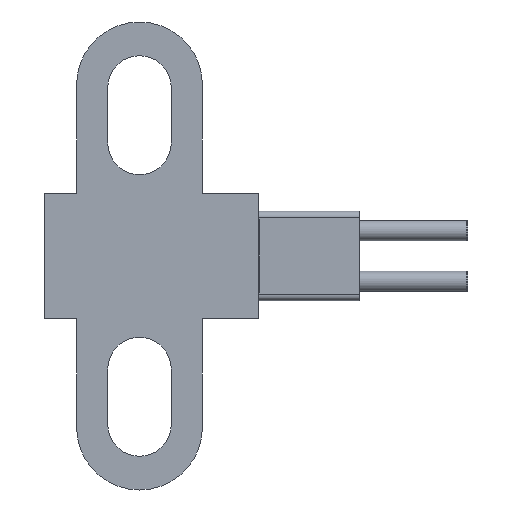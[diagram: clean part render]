
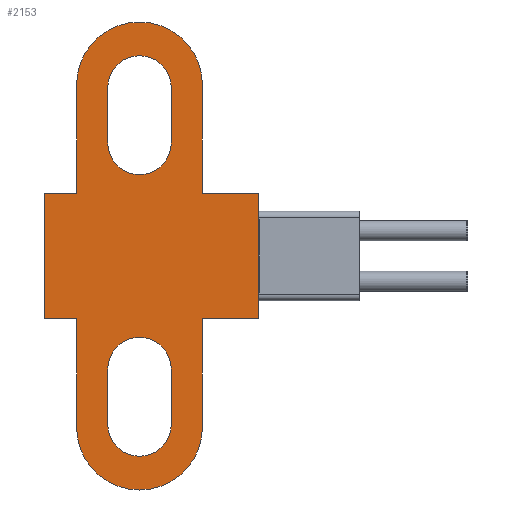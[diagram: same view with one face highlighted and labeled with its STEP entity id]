
A CAD part, left-side view. The second image highlights one B-rep face of the part: STEP entity #2153.
In plain terms, the highlighted planar face has unit normal (-1, 0, 0).
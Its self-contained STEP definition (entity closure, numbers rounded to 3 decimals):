
#514=DIRECTION('',(0.,0.,1.));
#515=VECTOR('',#514,5.45);
#516=CARTESIAN_POINT('',(33.15,1.175,-8.625));
#517=LINE('',#516,#515);
#518=DIRECTION('',(0.,1.,0.));
#519=VECTOR('',#518,1.625);
#520=CARTESIAN_POINT('',(33.15,1.175,-3.175));
#521=LINE('',#520,#519);
#522=CARTESIAN_POINT('',(33.15,-2.,8.625));
#523=DIRECTION('',(1.,0.,0.));
#524=DIRECTION('',(0.,1.,0.));
#525=AXIS2_PLACEMENT_3D('',#522,#523,#524);
#527=CARTESIAN_POINT('',(33.15,-2.,8.625));
#528=DIRECTION('',(1.,0.,0.));
#529=DIRECTION('',(0.,0.,1.));
#530=AXIS2_PLACEMENT_3D('',#527,#528,#529);
#532=DIRECTION('',(0.,1.,0.));
#533=VECTOR('',#532,2.825);
#534=CARTESIAN_POINT('',(33.15,-8.,-3.175));
#535=LINE('',#534,#533);
#536=CARTESIAN_POINT('',(33.15,-2.,-8.625));
#537=DIRECTION('',(1.,0.,0.));
#538=DIRECTION('',(0.,-1.,0.));
#539=AXIS2_PLACEMENT_3D('',#536,#537,#538);
#541=CARTESIAN_POINT('',(33.15,-2.,-8.625));
#542=DIRECTION('',(1.,0.,0.));
#543=DIRECTION('',(0.,0.,-1.));
#544=AXIS2_PLACEMENT_3D('',#541,#542,#543);
#546=CARTESIAN_POINT('',(33.15,-2.,-5.7));
#547=DIRECTION('',(-1.,0.,0.));
#548=DIRECTION('',(0.,-1.,0.));
#549=AXIS2_PLACEMENT_3D('',#546,#547,#548);
#551=CARTESIAN_POINT('',(33.15,-2.,-5.7));
#552=DIRECTION('',(-1.,0.,0.));
#553=DIRECTION('',(0.,0.,1.));
#554=AXIS2_PLACEMENT_3D('',#551,#552,#553);
#556=CARTESIAN_POINT('',(33.15,-2.,-8.5));
#557=DIRECTION('',(-1.,0.,0.));
#558=DIRECTION('',(0.,1.,0.));
#559=AXIS2_PLACEMENT_3D('',#556,#557,#558);
#561=CARTESIAN_POINT('',(33.15,-2.,-8.5));
#562=DIRECTION('',(-1.,0.,0.));
#563=DIRECTION('',(0.,0.,-1.));
#564=AXIS2_PLACEMENT_3D('',#561,#562,#563);
#566=CARTESIAN_POINT('',(33.15,-2.,8.5));
#567=DIRECTION('',(-1.,0.,0.));
#568=DIRECTION('',(0.,-1.,0.));
#569=AXIS2_PLACEMENT_3D('',#566,#567,#568);
#571=CARTESIAN_POINT('',(33.15,-2.,8.5));
#572=DIRECTION('',(-1.,0.,0.));
#573=DIRECTION('',(0.,0.,1.));
#574=AXIS2_PLACEMENT_3D('',#571,#572,#573);
#576=CARTESIAN_POINT('',(33.15,-2.,5.7));
#577=DIRECTION('',(-1.,0.,0.));
#578=DIRECTION('',(0.,1.,0.));
#579=AXIS2_PLACEMENT_3D('',#576,#577,#578);
#581=CARTESIAN_POINT('',(33.15,-2.,5.7));
#582=DIRECTION('',(-1.,0.,0.));
#583=DIRECTION('',(0.,0.,-1.));
#584=AXIS2_PLACEMENT_3D('',#581,#582,#583);
#586=DIRECTION('',(0.,0.,-1.));
#587=VECTOR('',#586,6.35);
#588=CARTESIAN_POINT('',(33.15,2.8,3.175));
#589=LINE('',#588,#587);
#610=DIRECTION('',(0.,1.,0.));
#611=VECTOR('',#610,1.625);
#612=CARTESIAN_POINT('',(33.15,1.175,3.175));
#613=LINE('',#612,#611);
#618=DIRECTION('',(0.,1.,0.));
#619=VECTOR('',#618,2.825);
#620=CARTESIAN_POINT('',(33.15,-8.,3.175));
#621=LINE('',#620,#619);
#660=DIRECTION('',(0.,0.,1.));
#661=VECTOR('',#660,5.45);
#662=CARTESIAN_POINT('',(33.15,-5.175,3.175));
#663=LINE('',#662,#661);
#672=DIRECTION('',(0.,0.,-1.));
#673=VECTOR('',#672,5.45);
#674=CARTESIAN_POINT('',(33.15,1.175,8.625));
#675=LINE('',#674,#673);
#688=DIRECTION('',(0.,0.,-1.));
#689=VECTOR('',#688,2.8);
#690=CARTESIAN_POINT('',(33.15,-3.6,8.5));
#691=LINE('',#690,#689);
#700=DIRECTION('',(0.,0.,1.));
#701=VECTOR('',#700,2.8);
#702=CARTESIAN_POINT('',(33.15,-0.4,5.7));
#703=LINE('',#702,#701);
#824=DIRECTION('',(0.,0.,1.));
#825=VECTOR('',#824,6.35);
#826=CARTESIAN_POINT('',(33.15,-8.,-3.175));
#827=LINE('',#826,#825);
#1576=DIRECTION('',(0.,0.,1.));
#1577=VECTOR('',#1576,5.45);
#1578=CARTESIAN_POINT('',(33.15,-5.175,-8.625));
#1579=LINE('',#1578,#1577);
#1596=DIRECTION('',(0.,0.,-1.));
#1597=VECTOR('',#1596,2.8);
#1598=CARTESIAN_POINT('',(33.15,-3.6,-5.7));
#1599=LINE('',#1598,#1597);
#1608=DIRECTION('',(0.,0.,1.));
#1609=VECTOR('',#1608,2.8);
#1610=CARTESIAN_POINT('',(33.15,-0.4,-8.5));
#1611=LINE('',#1610,#1609);
#1650=CARTESIAN_POINT('',(33.15,1.175,-3.175));
#1651=VERTEX_POINT('',#1650);
#1652=CARTESIAN_POINT('',(33.15,1.175,-8.625));
#1653=VERTEX_POINT('',#1652);
#1654=CARTESIAN_POINT('',(33.15,2.8,-3.175));
#1655=VERTEX_POINT('',#1654);
#1656=CARTESIAN_POINT('',(33.15,1.175,8.625));
#1657=CARTESIAN_POINT('',(33.15,-2.,11.8));
#1658=VERTEX_POINT('',#1656);
#1659=VERTEX_POINT('',#1657);
#1660=CARTESIAN_POINT('',(33.15,-5.175,8.625));
#1661=VERTEX_POINT('',#1660);
#1662=CARTESIAN_POINT('',(33.15,-8.,-3.175));
#1663=CARTESIAN_POINT('',(33.15,-5.175,-3.175));
#1664=VERTEX_POINT('',#1662);
#1665=VERTEX_POINT('',#1663);
#1666=CARTESIAN_POINT('',(33.15,-5.175,-8.625));
#1667=CARTESIAN_POINT('',(33.15,-2.,-11.8));
#1668=VERTEX_POINT('',#1666);
#1669=VERTEX_POINT('',#1667);
#1670=CARTESIAN_POINT('',(33.15,-3.6,-5.7));
#1671=CARTESIAN_POINT('',(33.15,-2.,-4.1));
#1672=VERTEX_POINT('',#1670);
#1673=VERTEX_POINT('',#1671);
#1674=CARTESIAN_POINT('',(33.15,-0.4,-5.7));
#1675=VERTEX_POINT('',#1674);
#1676=CARTESIAN_POINT('',(33.15,-0.4,-8.5));
#1677=CARTESIAN_POINT('',(33.15,-2.,-10.1));
#1678=VERTEX_POINT('',#1676);
#1679=VERTEX_POINT('',#1677);
#1680=CARTESIAN_POINT('',(33.15,-3.6,-8.5));
#1681=VERTEX_POINT('',#1680);
#1682=CARTESIAN_POINT('',(33.15,-3.6,8.5));
#1683=CARTESIAN_POINT('',(33.15,-2.,10.1));
#1684=VERTEX_POINT('',#1682);
#1685=VERTEX_POINT('',#1683);
#1686=CARTESIAN_POINT('',(33.15,-0.4,8.5));
#1687=VERTEX_POINT('',#1686);
#1688=CARTESIAN_POINT('',(33.15,-0.4,5.7));
#1689=CARTESIAN_POINT('',(33.15,-2.,4.1));
#1690=VERTEX_POINT('',#1688);
#1691=VERTEX_POINT('',#1689);
#1692=CARTESIAN_POINT('',(33.15,-3.6,5.7));
#1693=VERTEX_POINT('',#1692);
#1694=CARTESIAN_POINT('',(33.15,2.8,3.175));
#1695=VERTEX_POINT('',#1694);
#1714=CARTESIAN_POINT('',(33.15,1.175,3.175));
#1715=VERTEX_POINT('',#1714);
#1734=CARTESIAN_POINT('',(33.15,-8.,3.175));
#1735=VERTEX_POINT('',#1734);
#1736=CARTESIAN_POINT('',(33.15,-5.175,3.175));
#1737=VERTEX_POINT('',#1736);
#2093=CARTESIAN_POINT('',(33.15,-2.6,0.));
#2094=DIRECTION('',(1.,0.,0.));
#2095=DIRECTION('',(0.,0.,1.));
#2096=AXIS2_PLACEMENT_3D('',#2093,#2094,#2095);
#2097=PLANE('',#2096);
#2098=ORIENTED_EDGE('',*,*,#2085,.T.);
#2099=ORIENTED_EDGE('',*,*,#2041,.T.);
#2101=ORIENTED_EDGE('',*,*,#2100,.F.);
#2103=ORIENTED_EDGE('',*,*,#2102,.F.);
#2105=ORIENTED_EDGE('',*,*,#2104,.F.);
#2107=ORIENTED_EDGE('',*,*,#2106,.T.);
#2109=ORIENTED_EDGE('',*,*,#2108,.T.);
#2111=ORIENTED_EDGE('',*,*,#2110,.F.);
#2113=ORIENTED_EDGE('',*,*,#2112,.F.);
#2115=ORIENTED_EDGE('',*,*,#2114,.F.);
#2116=ORIENTED_EDGE('',*,*,#2017,.T.);
#2118=ORIENTED_EDGE('',*,*,#2117,.F.);
#2120=ORIENTED_EDGE('',*,*,#2119,.T.);
#2122=ORIENTED_EDGE('',*,*,#2121,.T.);
#2123=EDGE_LOOP('',(#2098,#2099,#2101,#2103,#2105,#2107,#2109,#2111,#2113,#2115,
#2116,#2118,#2120,#2122));
#2124=FACE_OUTER_BOUND('',#2123,.F.);
#2126=ORIENTED_EDGE('',*,*,#2125,.F.);
#2128=ORIENTED_EDGE('',*,*,#2127,.T.);
#2130=ORIENTED_EDGE('',*,*,#2129,.T.);
#2132=ORIENTED_EDGE('',*,*,#2131,.F.);
#2134=ORIENTED_EDGE('',*,*,#2133,.T.);
#2136=ORIENTED_EDGE('',*,*,#2135,.T.);
#2137=EDGE_LOOP('',(#2126,#2128,#2130,#2132,#2134,#2136));
#2138=FACE_BOUND('',#2137,.F.);
#2140=ORIENTED_EDGE('',*,*,#2139,.F.);
#2142=ORIENTED_EDGE('',*,*,#2141,.T.);
#2144=ORIENTED_EDGE('',*,*,#2143,.T.);
#2146=ORIENTED_EDGE('',*,*,#2145,.F.);
#2148=ORIENTED_EDGE('',*,*,#2147,.T.);
#2150=ORIENTED_EDGE('',*,*,#2149,.T.);
#2151=EDGE_LOOP('',(#2140,#2142,#2144,#2146,#2148,#2150));
#2152=FACE_BOUND('',#2151,.F.);
#2153=ADVANCED_FACE('',(#2124,#2138,#2152),#2097,.F.);
#526=CIRCLE('',#525,3.175);
#531=CIRCLE('',#530,3.175);
#540=CIRCLE('',#539,3.175);
#545=CIRCLE('',#544,3.175);
#550=CIRCLE('',#549,1.6);
#555=CIRCLE('',#554,1.6);
#560=CIRCLE('',#559,1.6);
#565=CIRCLE('',#564,1.6);
#570=CIRCLE('',#569,1.6);
#575=CIRCLE('',#574,1.6);
#580=CIRCLE('',#579,1.6);
#585=CIRCLE('',#584,1.6);
#2017=EDGE_CURVE('',#1664,#1665,#535,.T.);
#2041=EDGE_CURVE('',#1651,#1655,#521,.T.);
#2085=EDGE_CURVE('',#1653,#1651,#517,.T.);
#2100=EDGE_CURVE('',#1695,#1655,#589,.T.);
#2102=EDGE_CURVE('',#1715,#1695,#613,.T.);
#2104=EDGE_CURVE('',#1658,#1715,#675,.T.);
#2106=EDGE_CURVE('',#1658,#1659,#526,.T.);
#2108=EDGE_CURVE('',#1659,#1661,#531,.T.);
#2110=EDGE_CURVE('',#1737,#1661,#663,.T.);
#2112=EDGE_CURVE('',#1735,#1737,#621,.T.);
#2114=EDGE_CURVE('',#1664,#1735,#827,.T.);
#2117=EDGE_CURVE('',#1668,#1665,#1579,.T.);
#2119=EDGE_CURVE('',#1668,#1669,#540,.T.);
#2121=EDGE_CURVE('',#1669,#1653,#545,.T.);
#2125=EDGE_CURVE('',#1672,#1681,#1599,.T.);
#2127=EDGE_CURVE('',#1672,#1673,#550,.T.);
#2129=EDGE_CURVE('',#1673,#1675,#555,.T.);
#2131=EDGE_CURVE('',#1678,#1675,#1611,.T.);
#2133=EDGE_CURVE('',#1678,#1679,#560,.T.);
#2135=EDGE_CURVE('',#1679,#1681,#565,.T.);
#2139=EDGE_CURVE('',#1684,#1693,#691,.T.);
#2141=EDGE_CURVE('',#1684,#1685,#570,.T.);
#2143=EDGE_CURVE('',#1685,#1687,#575,.T.);
#2145=EDGE_CURVE('',#1690,#1687,#703,.T.);
#2147=EDGE_CURVE('',#1690,#1691,#580,.T.);
#2149=EDGE_CURVE('',#1691,#1693,#585,.T.);
